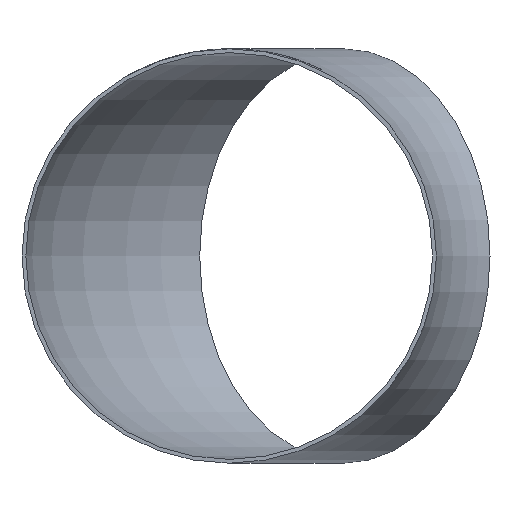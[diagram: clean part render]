
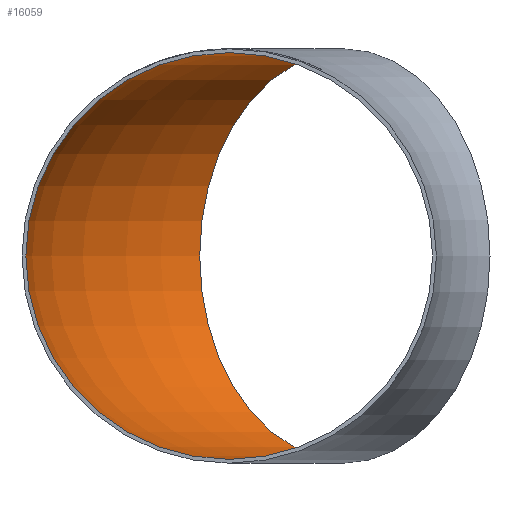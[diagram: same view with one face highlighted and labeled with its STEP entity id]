
A CAD part, front view. The second image highlights one B-rep face of the part: STEP entity #16059.
In plain terms, the highlighted toroidal (fillet/blend) face has major radius 305 mm and minor radius 158.95 mm.
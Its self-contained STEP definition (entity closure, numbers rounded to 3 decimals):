
#173 = DIRECTION ( 'NONE',  ( 0.707, 0.707, 0. ) ) ;
#1520 = FACE_OUTER_BOUND ( 'NONE', #5411, .T. ) ;
#3993 = EDGE_CURVE ( 'NONE', #7622, #7622, #28234, .T. ) ;
#4592 = FACE_OUTER_BOUND ( 'NONE', #20324, .T. ) ;
#5411 = EDGE_LOOP ( 'NONE', ( #8877 ) ) ;
#6958 = AXIS2_PLACEMENT_3D ( 'NONE', #29433, #173, #32723 ) ;
#7622 = VERTEX_POINT ( 'NONE', #30583 ) ;
#8433 = DIRECTION ( 'NONE',  ( -1., 0., 0. ) ) ;
#8877 = ORIENTED_EDGE ( 'NONE', *, *, #35898, .T. ) ;
#11518 = CARTESIAN_POINT ( 'NONE',  ( 0., 0., 0. ) ) ;
#14641 = CARTESIAN_POINT ( 'NONE',  ( -305., 0., 0. ) ) ;
#16059 = ADVANCED_FACE ( 'NONE', ( #1520, #4592 ), #31668, .F. ) ;
#16327 = VERTEX_POINT ( 'NONE', #27684 ) ;
#16931 = AXIS2_PLACEMENT_3D ( 'NONE', #11518, #23860, #8433 ) ;
#17710 = DIRECTION ( 'NONE',  ( 0., 1., 0. ) ) ;
#20324 = EDGE_LOOP ( 'NONE', ( #27394 ) ) ;
#21519 = AXIS2_PLACEMENT_3D ( 'NONE', #14641, #17710, #26558 ) ;
#23860 = DIRECTION ( 'NONE',  ( 0., 0., -1. ) ) ;
#26558 = DIRECTION ( 'NONE',  ( 0., 0., 1. ) ) ;
#27394 = ORIENTED_EDGE ( 'NONE', *, *, #3993, .F. ) ;
#27684 = CARTESIAN_POINT ( 'NONE',  ( -328.062, 328.062, 0. ) ) ;
#28234 = CIRCLE ( 'NONE', #21519, 158.95 ) ;
#29433 = CARTESIAN_POINT ( 'NONE',  ( -215.668, 215.668, 0. ) ) ;
#30583 = CARTESIAN_POINT ( 'NONE',  ( -305., 0., 158.95 ) ) ;
#31668 = TOROIDAL_SURFACE ( 'NONE', #16931, 305., 158.95 ) ;
#32723 = DIRECTION ( 'NONE',  ( -0.707, 0.707, 0. ) ) ;
#35898 = EDGE_CURVE ( 'NONE', #16327, #16327, #36514, .T. ) ;
#36514 = CIRCLE ( 'NONE', #6958, 158.95 ) ;
